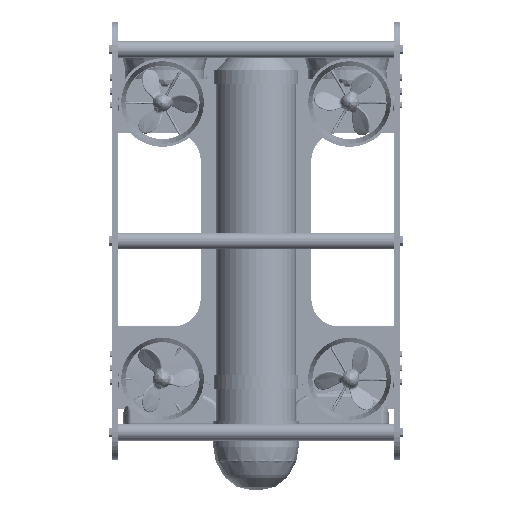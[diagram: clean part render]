
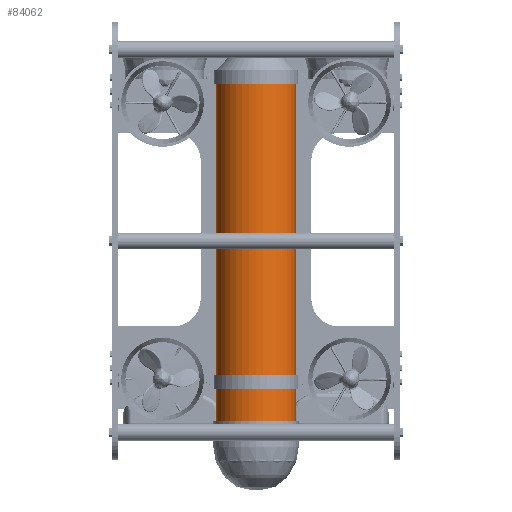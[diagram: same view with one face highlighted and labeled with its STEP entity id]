
A CAD part, top view. The second image highlights one B-rep face of the part: STEP entity #84062.
In plain terms, the highlighted cylindrical face has radius 144.667 mm (diameter 289.333 mm), a full revolution.
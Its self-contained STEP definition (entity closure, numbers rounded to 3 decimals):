
#84046 = EDGE_CURVE('',#84047,#84047,#84049,.T.);
#84047 = VERTEX_POINT('',#84048);
#84048 = CARTESIAN_POINT('',(355.334,-1435.,300.187));
#84049 = CIRCLE('',#84050,144.667);
#84050 = AXIS2_PLACEMENT_3D('',#84051,#84052,#84053);
#84051 = CARTESIAN_POINT('',(500.,-1435.,300.187));
#84052 = DIRECTION('',(0.,-1.,0.));
#84053 = DIRECTION('',(1.,0.,0.));
#84062 = ADVANCED_FACE('',(#84063),#84082,.T.);
#84063 = FACE_BOUND('',#84064,.T.);
#84064 = EDGE_LOOP('',(#84065,#84074,#84080,#84081));
#84065 = ORIENTED_EDGE('',*,*,#84066,.F.);
#84066 = EDGE_CURVE('',#84067,#84067,#84069,.T.);
#84067 = VERTEX_POINT('',#84068);
#84068 = CARTESIAN_POINT('',(355.334,-75.,300.187));
#84069 = CIRCLE('',#84070,144.667);
#84070 = AXIS2_PLACEMENT_3D('',#84071,#84072,#84073);
#84071 = CARTESIAN_POINT('',(500.,-75.,300.187));
#84072 = DIRECTION('',(-0.,1.,0.));
#84073 = DIRECTION('',(1.,0.,0.));
#84074 = ORIENTED_EDGE('',*,*,#84075,.T.);
#84075 = EDGE_CURVE('',#84067,#84047,#84076,.T.);
#84076 = LINE('',#84077,#84078);
#84077 = CARTESIAN_POINT('',(355.334,-755.,300.187));
#84078 = VECTOR('',#84079,1.);
#84079 = DIRECTION('',(0.,-1.,0.));
#84080 = ORIENTED_EDGE('',*,*,#84046,.F.);
#84081 = ORIENTED_EDGE('',*,*,#84075,.F.);
#84082 = CYLINDRICAL_SURFACE('',#84083,144.667);
#84083 = AXIS2_PLACEMENT_3D('',#84084,#84085,#84086);
#84084 = CARTESIAN_POINT('',(500.,-755.,300.187));
#84085 = DIRECTION('',(0.,1.,0.));
#84086 = DIRECTION('',(1.,0.,0.));
